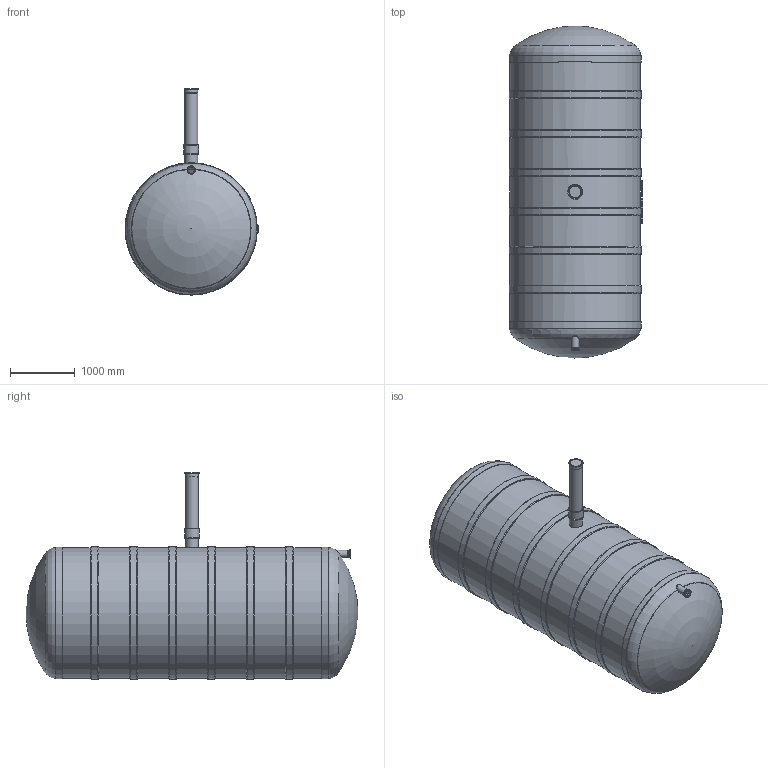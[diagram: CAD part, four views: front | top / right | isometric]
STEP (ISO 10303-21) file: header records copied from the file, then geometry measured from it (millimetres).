
FILE_DESCRIPTION(/* description */ ('Unknown'),/* implementation_level */ '2;1');
FILE_NAME(/* name */ 'Mahuti 15m3 D2000 22.03.23',/* time_stamp */ '2023-04-13T14:20:36+03:00',/* author */ ('Unknown'),/* organization */ ('Unknown'),/* preprocessor_version */ 'ST-DEVELOPER v18.1',/* originating_system */ 'Solid Edge',/* authorisation */ 'Unknown');
FILE_SCHEMA (('AUTOMOTIVE_DESIGN {1 0 10303 214 3 1 1}'));
Length unit declared in the file: millimetre
Products named in the file (11): Mahuti 15m3 D2000 22.03.23; 2386.002; 2000 Ribi; 2381.003; 2381.001; kaas200; muhvtoru_110_L=300; 2000 15m3 maht; d200muhvtoru1; PVC200_oa_0; Eccua logo
Assembly tree (15 placements, depth 2):
  Mahuti 15m3 D2000 22.03.23
    2386.002
    2000 Ribi  x6
    2381.003
    2381.001
    kaas200
    muhvtoru_110_L=300
    2000 15m3 maht
    d200muhvtoru1
    PVC200_oa_0
    Eccua logo
Bounding box: 2066 x 5119.66 x 3180.5 mm (x, y, z)
Volume: 281556111 mm3; surface area: 84226230.6 mm2
Topology: 18 solids, 18 shells, 182 faces, 401 edges, 263 vertices
Faces by surface type: plane 81, cylinder 77, torus 20, sphere 2, cone 2
Full cylindrical faces by diameter (mm): 104 x1, 110 x3, 114.605 x1, 129.59 x1, 174 x1, 184 x1, 186 x1, 190 x1, 200 x4, 220 x1, 225 x1, 235 x1, 2000 x1, 2012 x7, 2015 x2, 2029 x2, 2042 x6
Entity records: 4650 total; most frequent: CARTESIAN_POINT 937, DIRECTION 772, ORIENTED_EDGE 598, AXIS2_PLACEMENT_3D 311, EDGE_CURVE 299, VERTEX_POINT 221, FACE_BOUND 214, EDGE_LOOP 212
